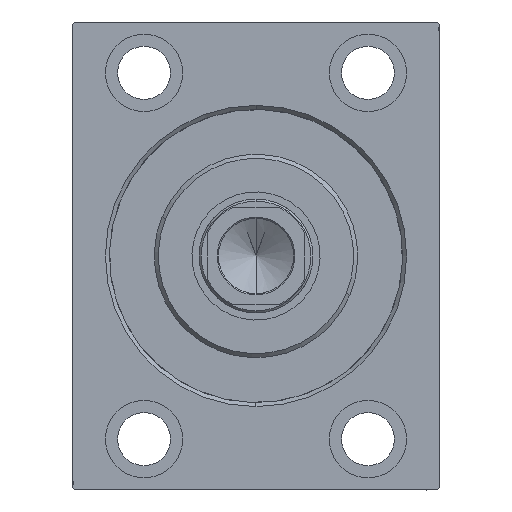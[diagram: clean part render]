
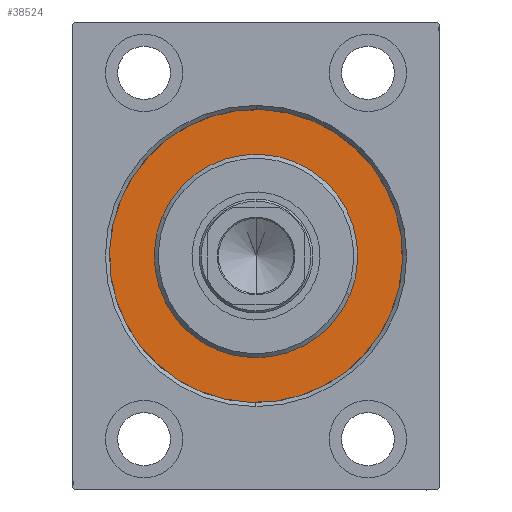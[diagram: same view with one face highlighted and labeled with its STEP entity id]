
A CAD part, left-side view. The second image highlights one B-rep face of the part: STEP entity #38524.
In plain terms, the highlighted face is planar.
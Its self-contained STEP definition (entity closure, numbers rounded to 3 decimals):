
#1605 = EDGE_CURVE ( 'NONE', #25520, #20967, #22356, .T. ) ;
#2511 = DIRECTION ( 'NONE',  ( 0., 0., -1. ) ) ;
#3110 = AXIS2_PLACEMENT_3D ( 'NONE', #22597, #5191, #2511 ) ;
#4974 = DIRECTION ( 'NONE',  ( -1., 0., 0. ) ) ;
#5191 = DIRECTION ( 'NONE',  ( 1., 0., 0. ) ) ;
#9539 = VERTEX_POINT ( 'NONE', #35236 ) ;
#12106 = FACE_BOUND ( 'NONE', #35391, .T. ) ;
#12238 = DIRECTION ( 'NONE',  ( -1., 0., 0. ) ) ;
#13579 = CIRCLE ( 'NONE', #42791, 36. ) ;
#14725 = ORIENTED_EDGE ( 'NONE', *, *, #33451, .F. ) ;
#15017 = DIRECTION ( 'NONE',  ( 0., 0., 1. ) ) ;
#15502 = EDGE_CURVE ( 'NONE', #20967, #25520, #27279, .T. ) ;
#15712 = CARTESIAN_POINT ( 'NONE',  ( 0., 0., 25. ) ) ;
#15807 = DIRECTION ( 'NONE',  ( 0., 0., 1. ) ) ;
#16550 = ORIENTED_EDGE ( 'NONE', *, *, #1605, .F. ) ;
#20967 = VERTEX_POINT ( 'NONE', #15712 ) ;
#22356 = CIRCLE ( 'NONE', #3110, 25. ) ;
#22597 = CARTESIAN_POINT ( 'NONE',  ( 0., 0., 0. ) ) ;
#22740 = CIRCLE ( 'NONE', #25566, 36. ) ;
#23152 = CARTESIAN_POINT ( 'NONE',  ( 0., 0., 0. ) ) ;
#23507 = DIRECTION ( 'NONE',  ( -1., 0., 0. ) ) ;
#25520 = VERTEX_POINT ( 'NONE', #35907 ) ;
#25566 = AXIS2_PLACEMENT_3D ( 'NONE', #29415, #12238, #15807 ) ;
#26155 = EDGE_CURVE ( 'NONE', #42937, #9539, #13579, .T. ) ;
#26278 = DIRECTION ( 'NONE',  ( 1., 0., 0. ) ) ;
#27279 = CIRCLE ( 'NONE', #41487, 25. ) ;
#29415 = CARTESIAN_POINT ( 'NONE',  ( 0., 0., 0. ) ) ;
#32320 = CARTESIAN_POINT ( 'NONE',  ( 0., 0., -36. ) ) ;
#32626 = PLANE ( 'NONE',  #40503 ) ;
#33451 = EDGE_CURVE ( 'NONE', #9539, #42937, #22740, .T. ) ;
#33757 = CARTESIAN_POINT ( 'NONE',  ( 0., 0., 0. ) ) ;
#35236 = CARTESIAN_POINT ( 'NONE',  ( 0., 0., 36. ) ) ;
#35391 = EDGE_LOOP ( 'NONE', ( #35805, #16550 ) ) ;
#35805 = ORIENTED_EDGE ( 'NONE', *, *, #15502, .F. ) ;
#35907 = CARTESIAN_POINT ( 'NONE',  ( 0., 0., -25. ) ) ;
#36200 = FACE_OUTER_BOUND ( 'NONE', #43979, .T. ) ;
#38524 = ADVANCED_FACE ( 'NONE', ( #12106, #36200 ), #32626, .F. ) ;
#40223 = DIRECTION ( 'NONE',  ( 0., 0., 1. ) ) ;
#40503 = AXIS2_PLACEMENT_3D ( 'NONE', #42430, #4974, #15017 ) ;
#41487 = AXIS2_PLACEMENT_3D ( 'NONE', #23152, #26278, #42994 ) ;
#42430 = CARTESIAN_POINT ( 'NONE',  ( 0., 0., 0. ) ) ;
#42628 = ORIENTED_EDGE ( 'NONE', *, *, #26155, .F. ) ;
#42791 = AXIS2_PLACEMENT_3D ( 'NONE', #33757, #23507, #40223 ) ;
#42937 = VERTEX_POINT ( 'NONE', #32320 ) ;
#42994 = DIRECTION ( 'NONE',  ( 0., 0., -1. ) ) ;
#43979 = EDGE_LOOP ( 'NONE', ( #42628, #14725 ) ) ;
